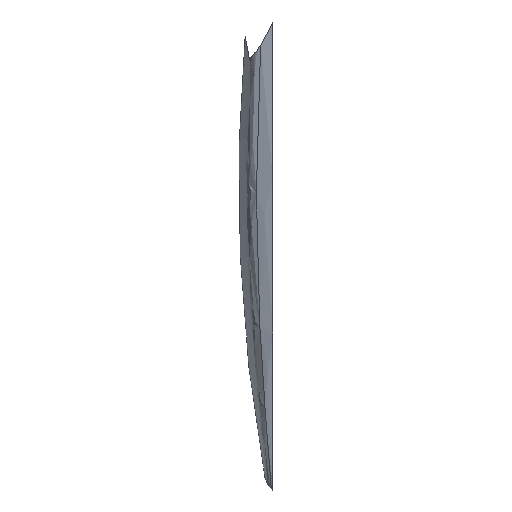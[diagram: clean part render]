
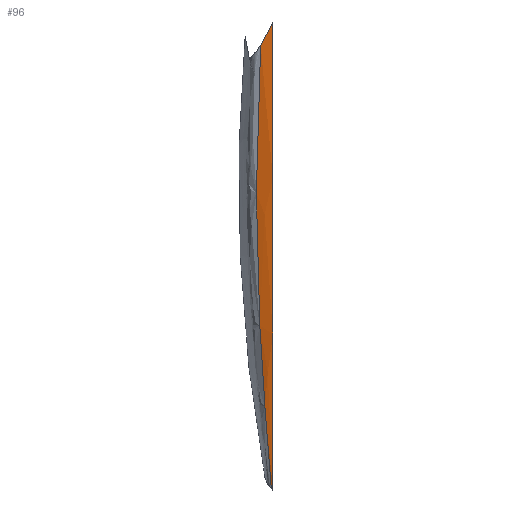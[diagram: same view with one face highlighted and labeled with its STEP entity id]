
A CAD part, left-side view. The second image highlights one B-rep face of the part: STEP entity #96.
In plain terms, the highlighted free-form (B-spline) face has degree [3, 3] with [7, 7] control points.
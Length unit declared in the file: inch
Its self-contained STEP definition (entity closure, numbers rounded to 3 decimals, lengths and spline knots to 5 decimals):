
#16=FACE_OUTER_BOUND('',#21,.T.);
#21=EDGE_LOOP('',(#77,#78,#79,#80));
#31=B_SPLINE_CURVE_WITH_KNOTS('',3,(#642,#643,#644,#645,#646,#647,#648,
#649,#650,#651,#652,#653,#654),.UNSPECIFIED.,.F.,.F.,(4,3,3,3,4),(0.04959,
0.25,0.41127,0.5,0.99617),
 .UNSPECIFIED.);
#33=B_SPLINE_CURVE_WITH_KNOTS('',3,(#904,#905,#906,#907,#908,#909),
 .UNSPECIFIED.,.F.,.F.,(4,2,4),(0.,0.21042,0.43006),
 .UNSPECIFIED.);
#34=B_SPLINE_CURVE_WITH_KNOTS('',3,(#911,#912,#913,#914),.UNSPECIFIED.,
 .F.,.F.,(4,4),(0.,1.),.UNSPECIFIED.);
#35=B_SPLINE_CURVE_WITH_KNOTS('',3,(#915,#916,#917,#918,#919,#920,#921,
#922,#923,#924,#925,#926),.UNSPECIFIED.,.F.,.F.,(4,2,2,2,2,4),(0.,
2.08548,2.2092,2.35933,3.43752,4.41494),
 .UNSPECIFIED.);
#45=VERTEX_POINT('',#620);
#46=VERTEX_POINT('',#641);
#47=VERTEX_POINT('',#903);
#48=VERTEX_POINT('',#910);
#58=EDGE_CURVE('',#46,#45,#31,.T.);
#60=EDGE_CURVE('',#47,#45,#33,.T.);
#61=EDGE_CURVE('',#48,#47,#34,.T.);
#62=EDGE_CURVE('',#46,#48,#35,.T.);
#77=ORIENTED_EDGE('',*,*,#58,.T.);
#78=ORIENTED_EDGE('',*,*,#60,.F.);
#79=ORIENTED_EDGE('',*,*,#61,.F.);
#80=ORIENTED_EDGE('',*,*,#62,.F.);
#92=B_SPLINE_SURFACE_WITH_KNOTS('',3,3,((#854,#855,#856,#857,#858,#859,
#860),(#861,#862,#863,#864,#865,#866,#867),(#868,#869,#870,#871,#872,#873,
#874),(#875,#876,#877,#878,#879,#880,#881),(#882,#883,#884,#885,#886,#887,
#888),(#889,#890,#891,#892,#893,#894,#895),(#896,#897,#898,#899,#900,#901,
#902)),.UNSPECIFIED.,.F.,.F.,.F.,(4,1,1,1,4),(4,1,1,1,4),(0.,0.01673,
0.03346,0.05019,0.06692),(0.,0.25,0.41127,
0.5,1.),.UNSPECIFIED.);
#96=ADVANCED_FACE('',(#16),#92,.T.);
#620=CARTESIAN_POINT('',(-8.69409,-2.14291,-15.38127));
#641=CARTESIAN_POINT('',(-8.8934,-1.43673,13.96249));
#642=CARTESIAN_POINT('Ctrl Pts',(-8.8934,-1.43673,13.96249));
#643=CARTESIAN_POINT('Ctrl Pts',(-8.9734,-1.34328,11.89147));
#644=CARTESIAN_POINT('Ctrl Pts',(-9.02463,-1.25923,9.82059));
#645=CARTESIAN_POINT('Ctrl Pts',(-9.05647,-1.20674,7.74965));
#646=CARTESIAN_POINT('Ctrl Pts',(-9.08209,-1.16451,6.08313));
#647=CARTESIAN_POINT('Ctrl Pts',(-9.09516,-1.14272,4.41656));
#648=CARTESIAN_POINT('Ctrl Pts',(-9.10057,-1.15295,2.74999));
#649=CARTESIAN_POINT('Ctrl Pts',(-9.10355,-1.15857,1.83308));
#650=CARTESIAN_POINT('Ctrl Pts',(-9.10421,-1.17389,0.91618));
#651=CARTESIAN_POINT('Ctrl Pts',(-9.10198,-1.19756,-0.00072));
#652=CARTESIAN_POINT('Ctrl Pts',(-9.0895,-1.3299,-5.12804));
#653=CARTESIAN_POINT('Ctrl Pts',(-8.98672,-1.72334,-10.25515));
#654=CARTESIAN_POINT('Ctrl Pts',(-8.69409,-2.14291,-15.38127));
#854=CARTESIAN_POINT('Ctrl Pts',(-9.,-2.25,15.5));
#855=CARTESIAN_POINT('Ctrl Pts',(-9.18661,-2.25,12.91647));
#856=CARTESIAN_POINT('Ctrl Pts',(-9.40828,-2.25,8.66642));
#857=CARTESIAN_POINT('Ctrl Pts',(-9.50714,-2.25,3.49962));
#858=CARTESIAN_POINT('Ctrl Pts',(-9.49986,-2.25,-4.25043));
#859=CARTESIAN_POINT('Ctrl Pts',(-9.20655,-2.25,-10.33372));
#860=CARTESIAN_POINT('Ctrl Pts',(-8.75,-2.25,-15.5));
#861=CARTESIAN_POINT('Ctrl Pts',(-8.98571,-2.18812,15.5));
#862=CARTESIAN_POINT('Ctrl Pts',(-9.16663,-2.17807,12.91646));
#863=CARTESIAN_POINT('Ctrl Pts',(-9.37941,-2.16236,8.66644));
#864=CARTESIAN_POINT('Ctrl Pts',(-9.47341,-2.15673,3.49962));
#865=CARTESIAN_POINT('Ctrl Pts',(-9.4672,-2.16752,-4.25046));
#866=CARTESIAN_POINT('Ctrl Pts',(-9.1881,-2.20662,-10.33377));
#867=CARTESIAN_POINT('Ctrl Pts',(-8.74477,-2.24189,-15.5));
#868=CARTESIAN_POINT('Ctrl Pts',(-8.95714,-2.06437,15.5));
#869=CARTESIAN_POINT('Ctrl Pts',(-9.12667,-2.0342,12.91645));
#870=CARTESIAN_POINT('Ctrl Pts',(-9.32167,-1.98707,8.66647));
#871=CARTESIAN_POINT('Ctrl Pts',(-9.40595,-1.97018,3.49963));
#872=CARTESIAN_POINT('Ctrl Pts',(-9.40187,-2.00255,-4.25052));
#873=CARTESIAN_POINT('Ctrl Pts',(-9.15119,-2.11986,-10.33387));
#874=CARTESIAN_POINT('Ctrl Pts',(-8.73432,-2.22566,-15.5));
#875=CARTESIAN_POINT('Ctrl Pts',(-8.91429,-1.87875,15.5));
#876=CARTESIAN_POINT('Ctrl Pts',(-9.06673,-1.81841,12.91643));
#877=CARTESIAN_POINT('Ctrl Pts',(-9.23505,-1.72414,8.66651));
#878=CARTESIAN_POINT('Ctrl Pts',(-9.30475,-1.69037,3.49964));
#879=CARTESIAN_POINT('Ctrl Pts',(-9.30389,-1.7551,-4.2506));
#880=CARTESIAN_POINT('Ctrl Pts',(-9.09584,-1.98972,-10.33402));
#881=CARTESIAN_POINT('Ctrl Pts',(-8.71864,-2.20132,-15.5));
#882=CARTESIAN_POINT('Ctrl Pts',(-8.87143,-1.69312,15.5));
#883=CARTESIAN_POINT('Ctrl Pts',(-9.00679,-1.60261,12.91641));
#884=CARTESIAN_POINT('Ctrl Pts',(-9.14844,-1.46121,8.66656));
#885=CARTESIAN_POINT('Ctrl Pts',(-9.20355,-1.41055,3.49964));
#886=CARTESIAN_POINT('Ctrl Pts',(-9.2059,-1.50765,-4.25068));
#887=CARTESIAN_POINT('Ctrl Pts',(-9.04048,-1.85957,-10.33416));
#888=CARTESIAN_POINT('Ctrl Pts',(-8.70296,-2.17698,-15.5));
#889=CARTESIAN_POINT('Ctrl Pts',(-8.84286,-1.56937,15.5));
#890=CARTESIAN_POINT('Ctrl Pts',(-8.96684,-1.45875,12.91639));
#891=CARTESIAN_POINT('Ctrl Pts',(-9.0907,-1.28593,8.66659));
#892=CARTESIAN_POINT('Ctrl Pts',(-9.13609,-1.224,3.49965));
#893=CARTESIAN_POINT('Ctrl Pts',(-9.14058,-1.34269,-4.25074));
#894=CARTESIAN_POINT('Ctrl Pts',(-9.00358,-1.77281,-10.33426));
#895=CARTESIAN_POINT('Ctrl Pts',(-8.69251,-2.16075,-15.5));
#896=CARTESIAN_POINT('Ctrl Pts',(-8.82858,-1.50749,15.5));
#897=CARTESIAN_POINT('Ctrl Pts',(-8.94686,-1.38682,12.91638));
#898=CARTESIAN_POINT('Ctrl Pts',(-9.06183,-1.19828,8.6666));
#899=CARTESIAN_POINT('Ctrl Pts',(-9.10236,-1.13073,3.49965));
#900=CARTESIAN_POINT('Ctrl Pts',(-9.10791,-1.26021,-4.25077));
#901=CARTESIAN_POINT('Ctrl Pts',(-8.98512,-1.72943,-10.33431));
#902=CARTESIAN_POINT('Ctrl Pts',(-8.68728,-2.15264,-15.5));
#903=CARTESIAN_POINT('',(-8.75,-2.25,-15.5));
#904=CARTESIAN_POINT('Ctrl Pts',(-8.75,-2.25,-15.5));
#905=CARTESIAN_POINT('Ctrl Pts',(-8.74052,-2.23264,-15.48073));
#906=CARTESIAN_POINT('Ctrl Pts',(-8.73123,-2.21521,-15.46138));
#907=CARTESIAN_POINT('Ctrl Pts',(-8.7126,-2.17953,-15.42182));
#908=CARTESIAN_POINT('Ctrl Pts',(-8.70326,-2.16123,-15.40155));
#909=CARTESIAN_POINT('Ctrl Pts',(-8.69409,-2.14291,-15.38127));
#910=CARTESIAN_POINT('',(-9.,-2.25,15.5));
#911=CARTESIAN_POINT('Ctrl Pts',(-9.,-2.25,15.5));
#912=CARTESIAN_POINT('Ctrl Pts',(-9.74643,-2.25,5.16589));
#913=CARTESIAN_POINT('Ctrl Pts',(-9.66309,-2.25,-5.16745));
#914=CARTESIAN_POINT('Ctrl Pts',(-8.75,-2.25,-15.5));
#915=CARTESIAN_POINT('Ctrl Pts',(-8.8934,-1.43673,13.96249));
#916=CARTESIAN_POINT('Ctrl Pts',(-8.9106,-1.55092,14.21062));
#917=CARTESIAN_POINT('Ctrl Pts',(-8.92772,-1.67134,14.45753));
#918=CARTESIAN_POINT('Ctrl Pts',(-8.94549,-1.80516,14.71386));
#919=CARTESIAN_POINT('Ctrl Pts',(-8.94643,-1.81221,14.72731));
#920=CARTESIAN_POINT('Ctrl Pts',(-8.94887,-1.83079,14.76263));
#921=CARTESIAN_POINT('Ctrl Pts',(-8.95001,-1.83945,14.77899));
#922=CARTESIAN_POINT('Ctrl Pts',(-8.95988,-1.91516,14.92142));
#923=CARTESIAN_POINT('Ctrl Pts',(-8.9685,-1.98351,15.04559));
#924=CARTESIAN_POINT('Ctrl Pts',(-8.98474,-2.1175,15.27996));
#925=CARTESIAN_POINT('Ctrl Pts',(-8.99241,-2.18289,15.39056));
#926=CARTESIAN_POINT('Ctrl Pts',(-9.,-2.25,15.5));
